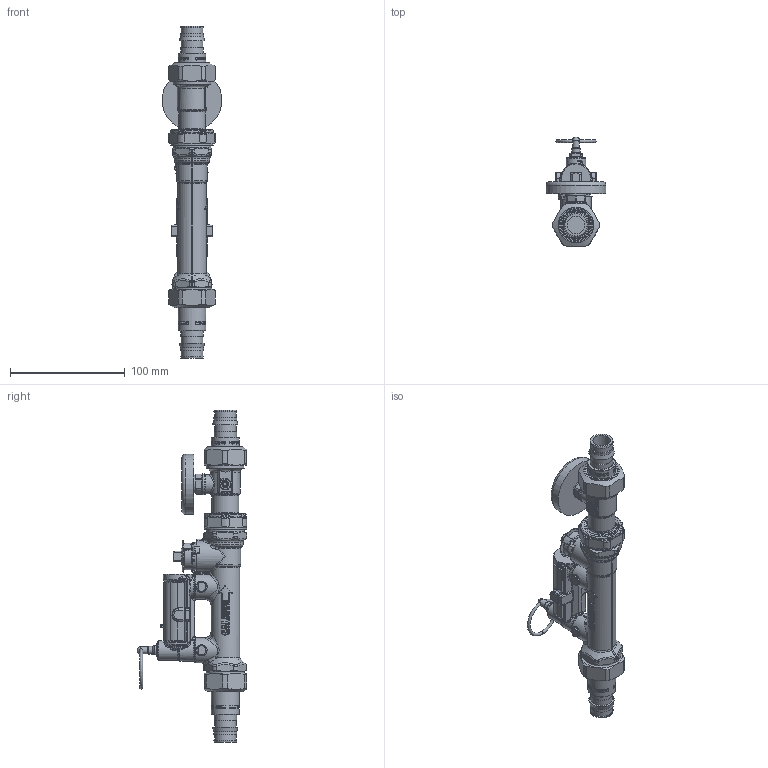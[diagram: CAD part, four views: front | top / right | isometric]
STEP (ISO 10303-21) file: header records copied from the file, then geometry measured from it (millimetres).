
FILE_DESCRIPTION(/* description */ (''),/* implementation_level */ '2;1');
FILE_NAME(/* name */ '132533AFC.stp',/* time_stamp */ '2025-07-16T11:42:15-05:00',/* author */ ('ischreiner'),/* organization */ (''),/* preprocessor_version */ 'ST-DEVELOPER v20',/* originating_system */ 'Autodesk Inventor 2025',/* authorisation */ '');
FILE_SCHEMA (('AUTOMOTIVE_DESIGN { 1 0 10303 214 3 1 1 }'));
Length unit declared in the file: inch
Products named in the file (6):  132533AFC; 132637 - TST; F61008 - 1 inch union nut; NA10358_Simplify_1; F0015062 TP 0.75 inch PEX EXP for check; F0002108 PEX 1960 tailpiece 0.75 inch
Assembly tree (6 placements, depth 2):
   132533AFC
    132637 - TST
    F61008 - 1 inch union nut  x2
    NA10358_Simplify_1
    F0015062 TP 0.75 inch PEX EXP for check
    F0002108 PEX 1960 tailpiece 0.75 inch
Bounding box: 52.32 x 95.91 x 289.79 mm (x, y, z)
Volume: 254946.1 mm3; surface area: 77687.1 mm2
Topology: 12 solids, 12 shells, 3270 faces, 8047 edges, 4799 vertices
Faces by surface type: bspline 1476, plane 806, cylinder 613, sphere 145, torus 124, cone 106
Full cylindrical faces by diameter (mm): 2.5 x1, 3 x1, 3.1 x1, 3.3 x1, 4.1 x1, 4.2 x1, 6 x2, 7 x1, 9.017 x1, 11.176 x1, 11.227 x1, 12.954 x1, 13.6 x1, 14.5 x1, 15.24 x1, 15.367 x2, 15.875 x1, 17 x2, 18 x1, 18.745 x4, 19.609 x2, 19.99 x1, 20.091 x4, 20.701 x1, 21.996 x1, 22 x1, 22.7 x2, 23.5 x1, 24 x1, 24.2 x1
Entity records: 184726 total; most frequent: CARTESIAN_POINT 115046, ORIENTED_EDGE 15712, DIRECTION 12040, EDGE_CURVE 7856, AXIS2_PLACEMENT_3D 4787, VERTEX_POINT 4764, EDGE_LOOP 3402, FACE_OUTER_BOUND 3249
